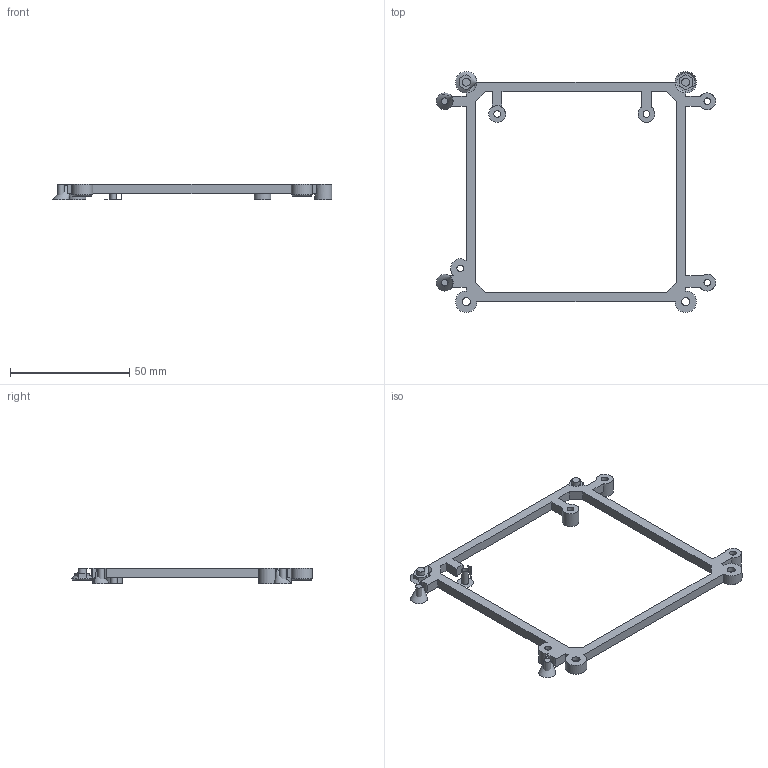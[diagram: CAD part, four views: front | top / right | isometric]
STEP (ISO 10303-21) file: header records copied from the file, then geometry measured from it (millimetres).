
FILE_DESCRIPTION(('FreeCAD Model'),'2;1');
FILE_NAME('Open CASCADE Shape Model','2023-05-23T17:24:33',('Author'),( ''),'Open CASCADE STEP processor 7.5','FreeCAD','Unknown');
FILE_SCHEMA(('AUTOMOTIVE_DESIGN { 1 0 10303 214 1 1 1 1 }'));
Length unit declared in the file: millimetre
Products named in the file (1): board.holder
Bounding box: 117 x 101 x 6.5 mm (x, y, z)
Volume: 7394.4 mm3; surface area: 8513.1 mm2
Topology: 1 solids, 2 shells, 113 faces, 303 edges, 200 vertices
Faces by surface type: plane 85, cylinder 24, cone 4
Full cylindrical faces by diameter (mm): 2.8 x7, 3.4 x4, 7 x4, 8 x1, 9 x3
Entity records: 7371 total; most frequent: CARTESIAN_POINT 1427, DIRECTION 1060, LINE 649, VECTOR 649, ORIENTED_EDGE 602, PCURVE 602, DEFINITIONAL_REPRESENTATION 602, EDGE_CURVE 301
